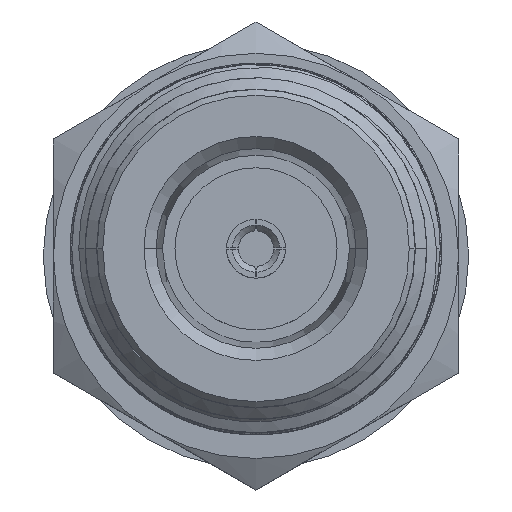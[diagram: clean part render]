
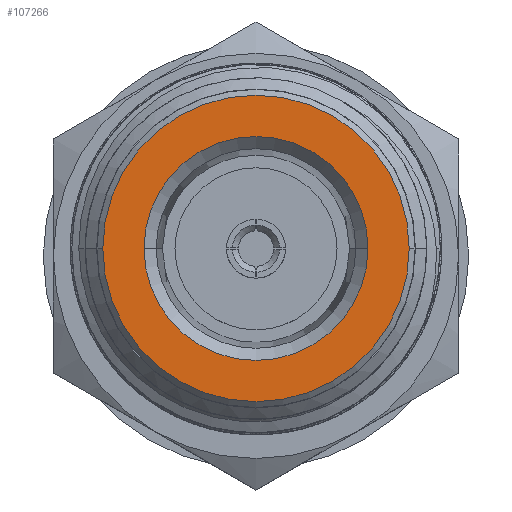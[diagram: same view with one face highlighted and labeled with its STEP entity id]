
A CAD part, top view. The second image highlights one B-rep face of the part: STEP entity #107266.
In plain terms, the highlighted face is planar.
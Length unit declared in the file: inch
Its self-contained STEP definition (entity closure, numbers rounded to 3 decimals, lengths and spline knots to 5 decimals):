
#3361 = AXIS2_PLACEMENT_3D ( 'NONE', #4176, #22248, #85277 ) ;
#4176 = CARTESIAN_POINT ( 'NONE',  ( 0., 0., 0. ) ) ;
#6144 = DIRECTION ( 'NONE',  ( 0., 0., 1. ) ) ;
#8054 = CARTESIAN_POINT ( 'NONE',  ( 0., 0., 0. ) ) ;
#10529 = CARTESIAN_POINT ( 'NONE',  ( 0., 0., 0.19 ) ) ;
#16008 = VERTEX_POINT ( 'NONE', #10529 ) ;
#22248 = DIRECTION ( 'NONE',  ( -1., 0., 0. ) ) ;
#22358 = ORIENTED_EDGE ( 'NONE', *, *, #88451, .T. ) ;
#28911 = EDGE_CURVE ( 'NONE', #16008, #50896, #45732, .T. ) ;
#31093 = VERTEX_POINT ( 'NONE', #108148 ) ;
#35292 = EDGE_LOOP ( 'NONE', ( #82053, #40350 ) ) ;
#40350 = ORIENTED_EDGE ( 'NONE', *, *, #70735, .T. ) ;
#42718 = AXIS2_PLACEMENT_3D ( 'NONE', #8054, #43017, #72258 ) ;
#43017 = DIRECTION ( 'NONE',  ( -1., 0., 0. ) ) ;
#44199 = CIRCLE ( 'NONE', #88452, 0.19 ) ;
#45732 = CIRCLE ( 'NONE', #47281, 0.19 ) ;
#47281 = AXIS2_PLACEMENT_3D ( 'NONE', #116887, #61144, #6144 ) ;
#48086 = CARTESIAN_POINT ( 'NONE',  ( 0., 0., -0.19 ) ) ;
#50353 = DIRECTION ( 'NONE',  ( 0., 0., 1. ) ) ;
#50896 = VERTEX_POINT ( 'NONE', #48086 ) ;
#52129 = DIRECTION ( 'NONE',  ( 1., 0., 0. ) ) ;
#53816 = CARTESIAN_POINT ( 'NONE',  ( 0., 0., 0.26 ) ) ;
#54599 = ORIENTED_EDGE ( 'NONE', *, *, #105644, .T. ) ;
#61144 = DIRECTION ( 'NONE',  ( 1., 0., 0. ) ) ;
#70735 = EDGE_CURVE ( 'NONE', #50896, #16008, #44199, .T. ) ;
#72258 = DIRECTION ( 'NONE',  ( 0., 0., 1. ) ) ;
#78699 = EDGE_LOOP ( 'NONE', ( #22358, #54599 ) ) ;
#79800 = CIRCLE ( 'NONE', #3361, 0.26 ) ;
#81099 = PLANE ( 'NONE',  #42718 ) ;
#82053 = ORIENTED_EDGE ( 'NONE', *, *, #28911, .T. ) ;
#85277 = DIRECTION ( 'NONE',  ( 0., 0., 1. ) ) ;
#86892 = DIRECTION ( 'NONE',  ( -1., 0., 0. ) ) ;
#87562 = VERTEX_POINT ( 'NONE', #53816 ) ;
#88451 = EDGE_CURVE ( 'NONE', #31093, #87562, #92175, .T. ) ;
#88452 = AXIS2_PLACEMENT_3D ( 'NONE', #107932, #52129, #108702 ) ;
#90558 = AXIS2_PLACEMENT_3D ( 'NONE', #105340, #86892, #50353 ) ;
#92175 = CIRCLE ( 'NONE', #90558, 0.26 ) ;
#104082 = FACE_OUTER_BOUND ( 'NONE', #78699, .T. ) ;
#105340 = CARTESIAN_POINT ( 'NONE',  ( 0., 0., 0. ) ) ;
#105644 = EDGE_CURVE ( 'NONE', #87562, #31093, #79800, .T. ) ;
#107266 = ADVANCED_FACE ( 'NONE', ( #104082, #111249 ), #81099, .T. ) ;
#107932 = CARTESIAN_POINT ( 'NONE',  ( 0., 0., 0. ) ) ;
#108148 = CARTESIAN_POINT ( 'NONE',  ( 0., 0., -0.26 ) ) ;
#108702 = DIRECTION ( 'NONE',  ( 0., 0., 1. ) ) ;
#111249 = FACE_BOUND ( 'NONE', #35292, .T. ) ;
#116887 = CARTESIAN_POINT ( 'NONE',  ( 0., 0., 0. ) ) ;
